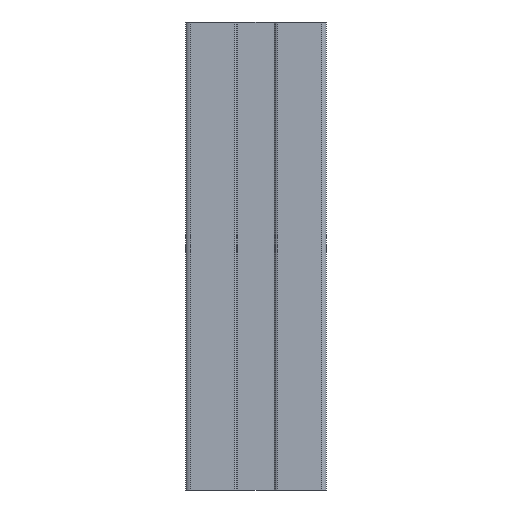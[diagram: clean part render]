
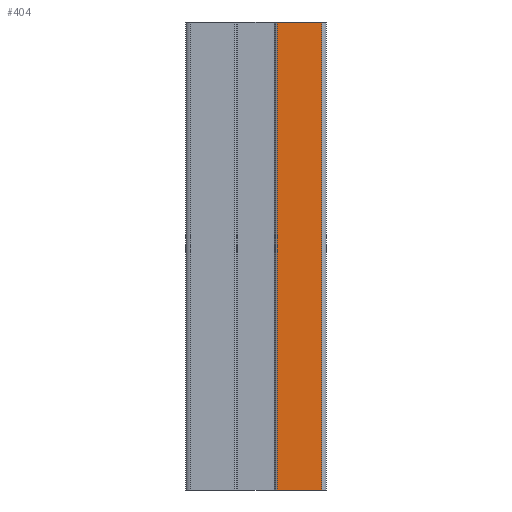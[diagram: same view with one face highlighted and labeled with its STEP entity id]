
A CAD part, front view. The second image highlights one B-rep face of the part: STEP entity #404.
In plain terms, the highlighted planar face has unit normal (0, -1, 0).
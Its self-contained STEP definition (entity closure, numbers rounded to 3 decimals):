
#144 = DIRECTION ( 'NONE',  ( 1., 0., 0. ) ) ;
#203 = EDGE_LOOP ( 'NONE', ( #5012, #4609, #1827, #3305 ) ) ;
#404 = ADVANCED_FACE ( 'NONE', ( #1474 ), #1103, .F. ) ;
#426 = LINE ( 'NONE', #843, #1502 ) ;
#585 = CARTESIAN_POINT ( 'NONE',  ( 29., 0., 100. ) ) ;
#843 = CARTESIAN_POINT ( 'NONE',  ( 29., 0., 100. ) ) ;
#1103 = PLANE ( 'NONE',  #1846 ) ;
#1188 = DIRECTION ( 'NONE',  ( 0., 0., -1. ) ) ;
#1474 = FACE_OUTER_BOUND ( 'NONE', #203, .T. ) ;
#1502 = VECTOR ( 'NONE', #2477, 1000. ) ;
#1638 = CARTESIAN_POINT ( 'NONE',  ( 29., 0., 100. ) ) ;
#1827 = ORIENTED_EDGE ( 'NONE', *, *, #2451, .F. ) ;
#1846 = AXIS2_PLACEMENT_3D ( 'NONE', #585, #2247, #5134 ) ;
#2247 = DIRECTION ( 'NONE',  ( 0., 1., 0. ) ) ;
#2329 = EDGE_CURVE ( 'NONE', #4037, #4432, #3388, .T. ) ;
#2451 = EDGE_CURVE ( 'NONE', #4029, #4648, #3116, .T. ) ;
#2477 = DIRECTION ( 'NONE',  ( 0., 0., -1. ) ) ;
#2553 = VECTOR ( 'NONE', #144, 1000. ) ;
#2564 = DIRECTION ( 'NONE',  ( 1., 0., 0. ) ) ;
#2627 = EDGE_CURVE ( 'NONE', #4648, #4432, #426, .T. ) ;
#2769 = EDGE_CURVE ( 'NONE', #4029, #4037, #4189, .T. ) ;
#3116 = LINE ( 'NONE', #4419, #2553 ) ;
#3305 = ORIENTED_EDGE ( 'NONE', *, *, #2769, .T. ) ;
#3388 = LINE ( 'NONE', #5039, #4647 ) ;
#3842 = CARTESIAN_POINT ( 'NONE',  ( 29., 0., 0. ) ) ;
#3854 = CARTESIAN_POINT ( 'NONE',  ( 19.5, 0., 100. ) ) ;
#4029 = VERTEX_POINT ( 'NONE', #3854 ) ;
#4035 = VECTOR ( 'NONE', #1188, 1000. ) ;
#4037 = VERTEX_POINT ( 'NONE', #4781 ) ;
#4167 = CARTESIAN_POINT ( 'NONE',  ( 19.5, 0., 100. ) ) ;
#4189 = LINE ( 'NONE', #4167, #4035 ) ;
#4419 = CARTESIAN_POINT ( 'NONE',  ( 29., 0., 100. ) ) ;
#4432 = VERTEX_POINT ( 'NONE', #3842 ) ;
#4609 = ORIENTED_EDGE ( 'NONE', *, *, #2627, .F. ) ;
#4647 = VECTOR ( 'NONE', #2564, 1000. ) ;
#4648 = VERTEX_POINT ( 'NONE', #1638 ) ;
#4781 = CARTESIAN_POINT ( 'NONE',  ( 19.5, 0., 0. ) ) ;
#5012 = ORIENTED_EDGE ( 'NONE', *, *, #2329, .T. ) ;
#5039 = CARTESIAN_POINT ( 'NONE',  ( 29., 0., 0. ) ) ;
#5134 = DIRECTION ( 'NONE',  ( -1., 0., 0. ) ) ;
